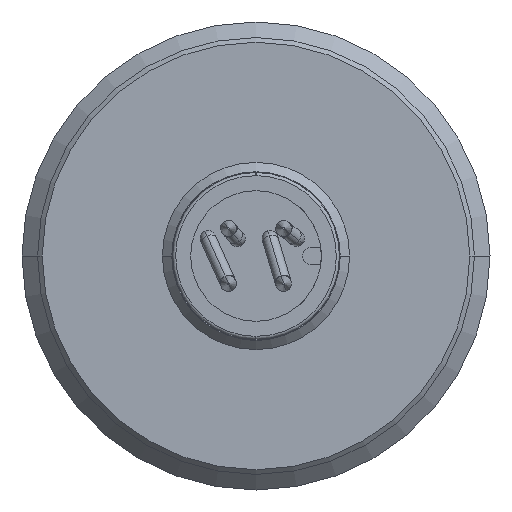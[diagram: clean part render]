
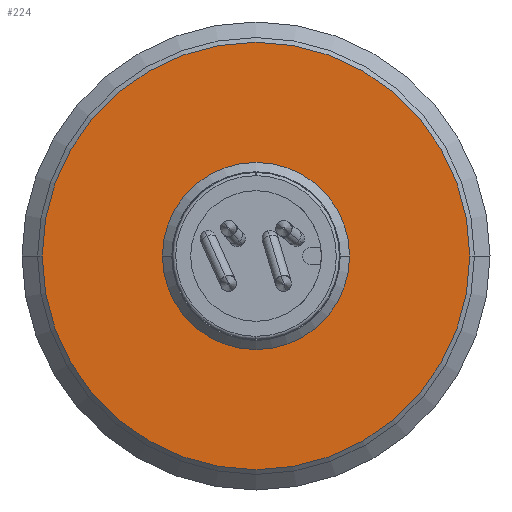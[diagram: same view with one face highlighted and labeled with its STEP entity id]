
A CAD part, left-side view. The second image highlights one B-rep face of the part: STEP entity #224.
In plain terms, the highlighted planar face has unit normal (-1, 0, 0).
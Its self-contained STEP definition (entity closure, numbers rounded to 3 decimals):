
#224=ADVANCED_FACE('',(#638,#639),#640,.F.);
#638=FACE_OUTER_BOUND('',#1211,.T.);
#639=FACE_BOUND('',#1212,.T.);
#640=PLANE('',#1213);
#1211=EDGE_LOOP('',(#2474,#2475));
#1212=EDGE_LOOP('',(#2476,#2477));
#1213=AXIS2_PLACEMENT_3D('',#2478,#2479,#2480);
#2474=ORIENTED_EDGE('',*,*,#3833,.T.);
#2475=ORIENTED_EDGE('',*,*,#3834,.T.);
#2476=ORIENTED_EDGE('',*,*,#3831,.T.);
#2477=ORIENTED_EDGE('',*,*,#3824,.F.);
#2478=CARTESIAN_POINT('',(-39.95,0.0,0.0));
#2479=DIRECTION('',(1.0,0.0,0.0));
#2480=DIRECTION('',(0.0,1.0,-0.0));
#3824=EDGE_CURVE('',#4591,#4593,#4594,.T.);
#3831=EDGE_CURVE('',#4591,#4593,#4603,.T.);
#3833=EDGE_CURVE('',#4605,#4606,#4607,.T.);
#3834=EDGE_CURVE('',#4606,#4605,#4608,.T.);
#4591=VERTEX_POINT('',#5695);
#4593=VERTEX_POINT('',#5698);
#4594=CIRCLE('',#5699,5.35);
#4603=CIRCLE('',#5725,5.35);
#4605=VERTEX_POINT('',#5741);
#4606=VERTEX_POINT('',#5742);
#4607=CIRCLE('',#5743,13.7);
#4608=CIRCLE('',#5744,13.7);
#5695=CARTESIAN_POINT('',(-39.95,-5.35,0.0));
#5698=CARTESIAN_POINT('',(-39.95,5.35,0.0));
#5699=AXIS2_PLACEMENT_3D('',#7244,#7245,#7246);
#5725=AXIS2_PLACEMENT_3D('',#7256,#7257,#7258);
#5741=CARTESIAN_POINT('',(-39.95,13.7,0.));
#5742=CARTESIAN_POINT('',(-39.95,-13.7,0.0));
#5743=AXIS2_PLACEMENT_3D('',#7259,#7260,#7261);
#5744=AXIS2_PLACEMENT_3D('',#7262,#7263,#7264);
#7244=CARTESIAN_POINT('',(-39.95,0.0,0.0));
#7245=DIRECTION('',(-1.0,0.0,0.0));
#7246=DIRECTION('',(0.0,-1.0,0.0));
#7256=CARTESIAN_POINT('',(-39.95,0.0,0.0));
#7257=DIRECTION('',(1.0,0.0,0.0));
#7258=DIRECTION('',(0.0,-1.0,0.0));
#7259=CARTESIAN_POINT('',(-39.95,0.,0.));
#7260=DIRECTION('',(-1.0,0.0,0.0));
#7261=DIRECTION('',(0.0,1.0,0.0));
#7262=CARTESIAN_POINT('',(-39.95,0.,0.));
#7263=DIRECTION('',(-1.0,0.0,0.0));
#7264=DIRECTION('',(0.0,-1.0,0.0));
